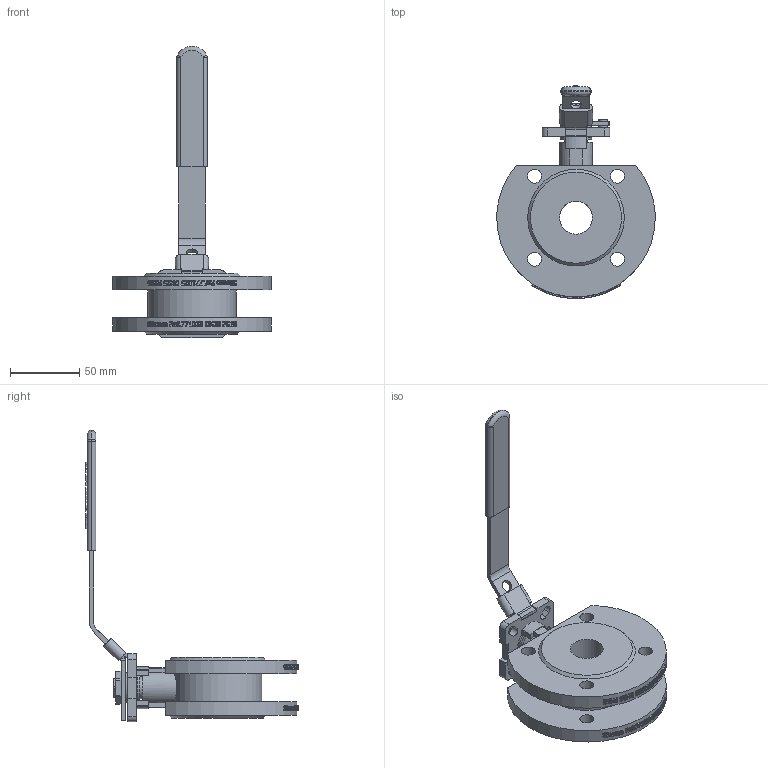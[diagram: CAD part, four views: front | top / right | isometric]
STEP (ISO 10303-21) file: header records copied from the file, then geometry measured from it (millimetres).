
FILE_DESCRIPTION(/* description */ ('771025'),/* implementation_level */ '2;1');
FILE_NAME(/* name */ '771025_new.stp',/* time_stamp */ '2021-10-05T14:18:01+02:00',/* author */ ('jmorand'),/* organization */ ('Sferaco'),/* preprocessor_version */ 'ST-DEVELOPER v18.1',/* originating_system */ 'Autodesk Inventor 2021',/* authorisation */ '');
FILE_SCHEMA (('AUTOMOTIVE_DESIGN { 1 0 10303 214 3 1 1 }'));
Products named in the file (1): 771025_ens_new_Shrinkwrap_1
Bounding box: 114.9 x 154 x 210.96 mm (x, y, z)
Volume: 285579.4 mm3; surface area: 81766.3 mm2
Topology: 13 solids, 13 shells, 1756 faces, 4865 edges, 3241 vertices
Faces by surface type: plane 832, bspline 753, cylinder 160, cone 5, sphere 4, torus 2
Full cylindrical faces by diameter (mm): 4.134 x1, 5 x1, 6 x1, 8 x1, 10.106 x8, 11.835 x2, 12.5 x1, 14 x1, 14.5 x3, 16 x1, 17 x1, 22 x1, 23 x2, 24 x2, 28 x1
Entity records: 70489 total; most frequent: CARTESIAN_POINT 28193, ORIENTED_EDGE 9730, DIRECTION 5924, EDGE_CURVE 4865, VERTEX_POINT 3241, LINE 2790, VECTOR 2790, EDGE_LOOP 1962
